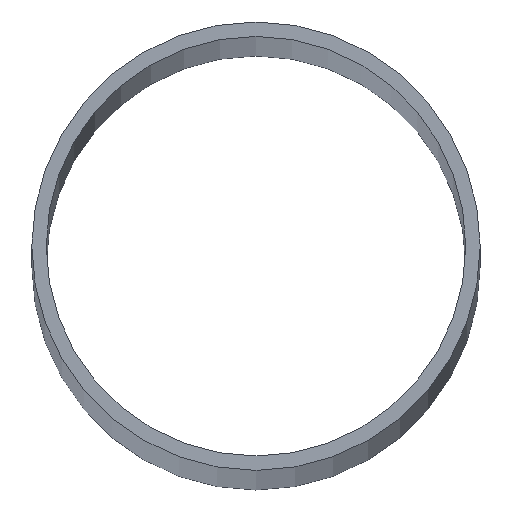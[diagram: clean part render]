
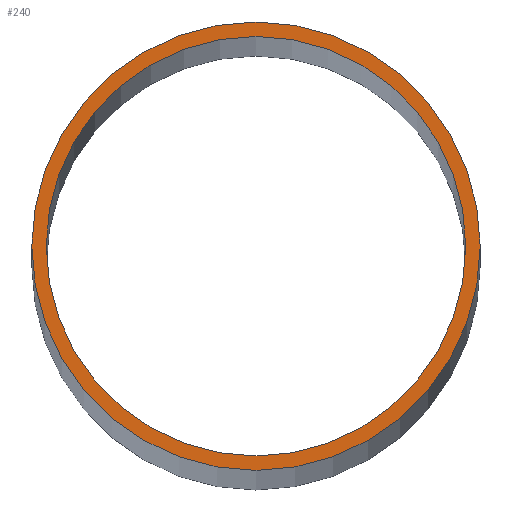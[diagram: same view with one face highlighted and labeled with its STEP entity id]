
A CAD part, top view. The second image highlights one B-rep face of the part: STEP entity #240.
In plain terms, the highlighted planar face has unit normal (0, 0, 1).
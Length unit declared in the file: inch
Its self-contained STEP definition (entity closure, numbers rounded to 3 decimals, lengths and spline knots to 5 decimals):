
#9 = AXIS2_PLACEMENT_3D ( 'NONE', #40, #18, #93 ) ;
#16 = CARTESIAN_POINT ( 'NONE',  ( 0., 0., 216. ) ) ;
#18 = DIRECTION ( 'NONE',  ( 0., 0., 1. ) ) ;
#20 = EDGE_LOOP ( 'NONE', ( #55, #194 ) ) ;
#22 = AXIS2_PLACEMENT_3D ( 'NONE', #16, #92, #23 ) ;
#23 = DIRECTION ( 'NONE',  ( 1., 0., 0. ) ) ;
#24 = EDGE_CURVE ( 'NONE', #49, #108, #249, .T. ) ;
#27 = AXIS2_PLACEMENT_3D ( 'NONE', #136, #218, #45 ) ;
#38 = CIRCLE ( 'NONE', #9, 4.033 ) ;
#40 = CARTESIAN_POINT ( 'NONE',  ( 0., 0., 216. ) ) ;
#42 = CARTESIAN_POINT ( 'NONE',  ( -4.31, 0., 216. ) ) ;
#44 = DIRECTION ( 'NONE',  ( 0., 0., 1. ) ) ;
#45 = DIRECTION ( 'NONE',  ( 1., 0., 0. ) ) ;
#49 = VERTEX_POINT ( 'NONE', #42 ) ;
#55 = ORIENTED_EDGE ( 'NONE', *, *, #24, .T. ) ;
#56 = ORIENTED_EDGE ( 'NONE', *, *, #207, .F. ) ;
#61 = DIRECTION ( 'NONE',  ( 0., 0., 1. ) ) ;
#65 = FACE_OUTER_BOUND ( 'NONE', #20, .T. ) ;
#73 = CARTESIAN_POINT ( 'NONE',  ( 4.033, 0., 216. ) ) ;
#78 = CIRCLE ( 'NONE', #235, 4.31 ) ;
#80 = DIRECTION ( 'NONE',  ( 1., 0., 0. ) ) ;
#82 = CARTESIAN_POINT ( 'NONE',  ( -4.033, 0., 216. ) ) ;
#92 = DIRECTION ( 'NONE',  ( 0., 0., 1. ) ) ;
#93 = DIRECTION ( 'NONE',  ( 1., 0., 0. ) ) ;
#100 = EDGE_CURVE ( 'NONE', #229, #112, #38, .T. ) ;
#108 = VERTEX_POINT ( 'NONE', #216 ) ;
#112 = VERTEX_POINT ( 'NONE', #73 ) ;
#119 = DIRECTION ( 'NONE',  ( 1., 0., 0. ) ) ;
#136 = CARTESIAN_POINT ( 'NONE',  ( 0., 0., 216. ) ) ;
#170 = CIRCLE ( 'NONE', #223, 4.033 ) ;
#176 = FACE_BOUND ( 'NONE', #209, .T. ) ;
#177 = CARTESIAN_POINT ( 'NONE',  ( 0., 0., 216. ) ) ;
#181 = CARTESIAN_POINT ( 'NONE',  ( 0., 0., 216. ) ) ;
#194 = ORIENTED_EDGE ( 'NONE', *, *, #195, .T. ) ;
#195 = EDGE_CURVE ( 'NONE', #108, #49, #78, .T. ) ;
#207 = EDGE_CURVE ( 'NONE', #112, #229, #170, .T. ) ;
#209 = EDGE_LOOP ( 'NONE', ( #233, #56 ) ) ;
#216 = CARTESIAN_POINT ( 'NONE',  ( 4.31, 0., 216. ) ) ;
#218 = DIRECTION ( 'NONE',  ( 0., 0., 1. ) ) ;
#219 = PLANE ( 'NONE',  #27 ) ;
#223 = AXIS2_PLACEMENT_3D ( 'NONE', #181, #44, #119 ) ;
#229 = VERTEX_POINT ( 'NONE', #82 ) ;
#233 = ORIENTED_EDGE ( 'NONE', *, *, #100, .F. ) ;
#235 = AXIS2_PLACEMENT_3D ( 'NONE', #177, #61, #80 ) ;
#240 = ADVANCED_FACE ( 'NONE', ( #65, #176 ), #219, .T. ) ;
#249 = CIRCLE ( 'NONE', #22, 4.31 ) ;
